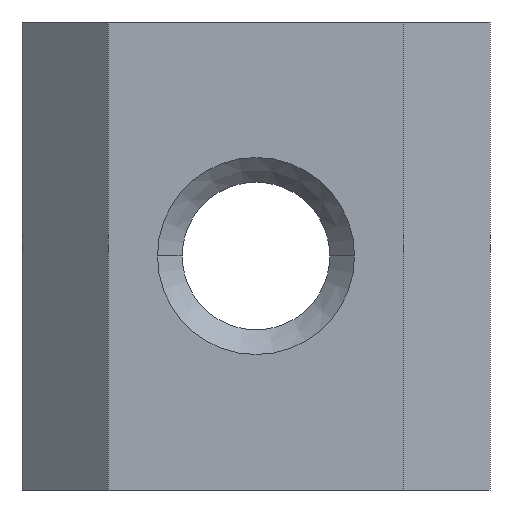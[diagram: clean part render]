
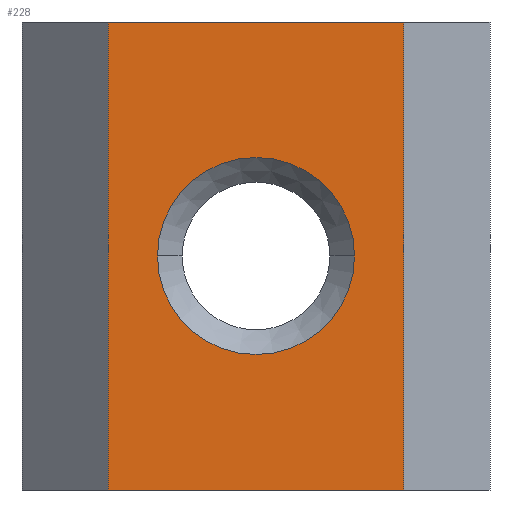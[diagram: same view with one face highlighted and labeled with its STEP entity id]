
A CAD part, front view. The second image highlights one B-rep face of the part: STEP entity #228.
In plain terms, the highlighted planar face has unit normal (0, -1, 0).
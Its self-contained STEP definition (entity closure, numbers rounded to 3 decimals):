
#1 = CARTESIAN_POINT ( 'NONE',  ( -3., -4.3, 4.75 ) ) ;
#24 = CARTESIAN_POINT ( 'NONE',  ( -3., -4.3, -4.75 ) ) ;
#28 = EDGE_CURVE ( 'NONE', #381, #85, #482, .T. ) ;
#43 = DIRECTION ( 'NONE',  ( 1., 0., 0. ) ) ;
#52 = ORIENTED_EDGE ( 'NONE', *, *, #155, .T. ) ;
#70 = CARTESIAN_POINT ( 'NONE',  ( -3., -4.3, 4.75 ) ) ;
#76 = CARTESIAN_POINT ( 'NONE',  ( 3., -4.3, 4.75 ) ) ;
#85 = VERTEX_POINT ( 'NONE', #24 ) ;
#103 = VECTOR ( 'NONE', #383, 1000. ) ;
#110 = DIRECTION ( 'NONE',  ( 1., 0., 0. ) ) ;
#117 = VECTOR ( 'NONE', #363, 1000. ) ;
#118 = PLANE ( 'NONE',  #342 ) ;
#128 = VERTEX_POINT ( 'NONE', #406 ) ;
#144 = VERTEX_POINT ( 'NONE', #282 ) ;
#146 = LINE ( 'NONE', #70, #263 ) ;
#152 = EDGE_CURVE ( 'NONE', #381, #128, #146, .T. ) ;
#155 = EDGE_CURVE ( 'NONE', #144, #321, #246, .T. ) ;
#160 = FACE_OUTER_BOUND ( 'NONE', #399, .T. ) ;
#164 = CIRCLE ( 'NONE', #368, 2. ) ;
#170 = EDGE_CURVE ( 'NONE', #128, #438, #247, .T. ) ;
#183 = LINE ( 'NONE', #185, #220 ) ;
#185 = CARTESIAN_POINT ( 'NONE',  ( -3., -4.3, -4.75 ) ) ;
#202 = CARTESIAN_POINT ( 'NONE',  ( 0., -4.3, 0. ) ) ;
#208 = DIRECTION ( 'NONE',  ( 0., 1., 0. ) ) ;
#220 = VECTOR ( 'NONE', #43, 1000. ) ;
#228 = ADVANCED_FACE ( 'NONE', ( #556, #160 ), #118, .F. ) ;
#246 = CIRCLE ( 'NONE', #515, 2. ) ;
#247 = LINE ( 'NONE', #76, #103 ) ;
#249 = DIRECTION ( 'NONE',  ( -1., 0., 0. ) ) ;
#258 = EDGE_LOOP ( 'NONE', ( #52, #475 ) ) ;
#263 = VECTOR ( 'NONE', #110, 1000. ) ;
#274 = ORIENTED_EDGE ( 'NONE', *, *, #28, .T. ) ;
#282 = CARTESIAN_POINT ( 'NONE',  ( 2., -4.3, 0. ) ) ;
#289 = EDGE_CURVE ( 'NONE', #321, #144, #164, .T. ) ;
#321 = VERTEX_POINT ( 'NONE', #442 ) ;
#334 = DIRECTION ( 'NONE',  ( 0., 1., 0. ) ) ;
#342 = AXIS2_PLACEMENT_3D ( 'NONE', #418, #208, #249 ) ;
#356 = EDGE_CURVE ( 'NONE', #85, #438, #183, .T. ) ;
#363 = DIRECTION ( 'NONE',  ( 0., 0., -1. ) ) ;
#368 = AXIS2_PLACEMENT_3D ( 'NONE', #202, #476, #379 ) ;
#370 = ORIENTED_EDGE ( 'NONE', *, *, #152, .F. ) ;
#379 = DIRECTION ( 'NONE',  ( -1., 0., 0. ) ) ;
#381 = VERTEX_POINT ( 'NONE', #1 ) ;
#383 = DIRECTION ( 'NONE',  ( 0., 0., -1. ) ) ;
#399 = EDGE_LOOP ( 'NONE', ( #527, #511, #370, #274 ) ) ;
#406 = CARTESIAN_POINT ( 'NONE',  ( 3., -4.3, 4.75 ) ) ;
#410 = DIRECTION ( 'NONE',  ( -1., 0., 0. ) ) ;
#418 = CARTESIAN_POINT ( 'NONE',  ( -3., -4.3, 4.75 ) ) ;
#434 = CARTESIAN_POINT ( 'NONE',  ( -3., -4.3, 4.75 ) ) ;
#438 = VERTEX_POINT ( 'NONE', #544 ) ;
#442 = CARTESIAN_POINT ( 'NONE',  ( -2., -4.3, 0. ) ) ;
#450 = CARTESIAN_POINT ( 'NONE',  ( 0., -4.3, 0. ) ) ;
#475 = ORIENTED_EDGE ( 'NONE', *, *, #289, .T. ) ;
#476 = DIRECTION ( 'NONE',  ( 0., 1., 0. ) ) ;
#482 = LINE ( 'NONE', #434, #117 ) ;
#511 = ORIENTED_EDGE ( 'NONE', *, *, #170, .F. ) ;
#515 = AXIS2_PLACEMENT_3D ( 'NONE', #450, #334, #410 ) ;
#527 = ORIENTED_EDGE ( 'NONE', *, *, #356, .T. ) ;
#544 = CARTESIAN_POINT ( 'NONE',  ( 3., -4.3, -4.75 ) ) ;
#556 = FACE_BOUND ( 'NONE', #258, .T. ) ;
